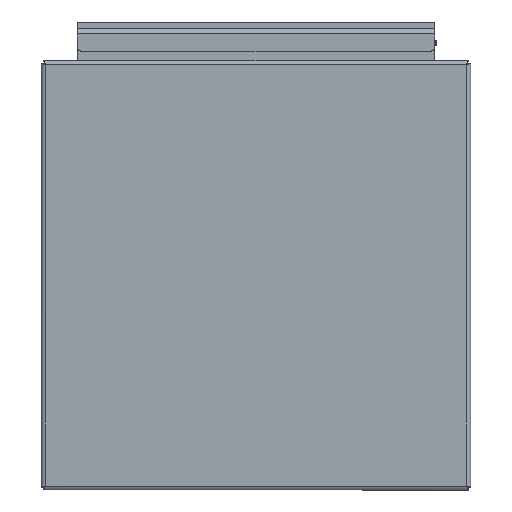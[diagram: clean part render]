
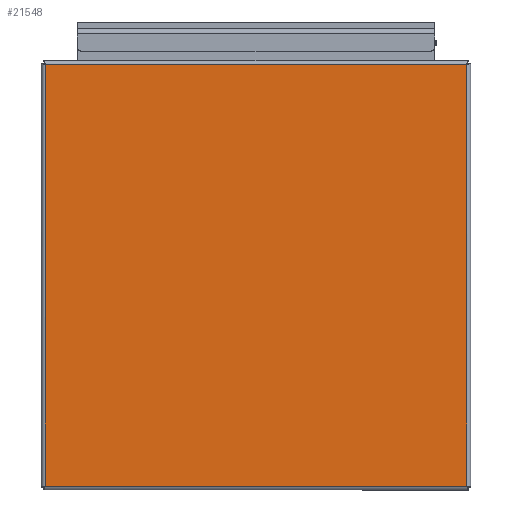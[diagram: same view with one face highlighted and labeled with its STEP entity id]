
A CAD part, top view. The second image highlights one B-rep face of the part: STEP entity #21548.
In plain terms, the highlighted planar face has unit normal (0, 0, 1).
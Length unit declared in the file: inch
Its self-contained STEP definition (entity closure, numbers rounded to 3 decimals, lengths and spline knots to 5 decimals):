
#34 = CARTESIAN_POINT ( 'NONE',  ( 5.892, -12.783, 2.29 ) ) ;
#126 = LINE ( 'NONE', #9786, #27404 ) ;
#1008 = VERTEX_POINT ( 'NONE', #3435 ) ;
#2260 = DIRECTION ( 'NONE',  ( 0., 0., -1. ) ) ;
#3435 = CARTESIAN_POINT ( 'NONE',  ( -5.892, -0.999, 2.29 ) ) ;
#3543 = VECTOR ( 'NONE', #24659, 39.37008 ) ;
#6634 = ORIENTED_EDGE ( 'NONE', *, *, #21855, .F. ) ;
#7681 = EDGE_LOOP ( 'NONE', ( #29085, #6634, #19538, #10172 ) ) ;
#8049 = CARTESIAN_POINT ( 'NONE',  ( 5.892, -12.783, 2.29 ) ) ;
#8204 = LINE ( 'NONE', #8049, #27386 ) ;
#9326 = EDGE_CURVE ( 'NONE', #21810, #30602, #28711, .T. ) ;
#9532 = FACE_OUTER_BOUND ( 'NONE', #7681, .T. ) ;
#9786 = CARTESIAN_POINT ( 'NONE',  ( 5.892, -0.999, 2.29 ) ) ;
#10172 = ORIENTED_EDGE ( 'NONE', *, *, #24314, .F. ) ;
#10984 = DIRECTION ( 'NONE',  ( 0., -1., 0. ) ) ;
#12256 = CARTESIAN_POINT ( 'NONE',  ( 5.892, -0.999, 2.29 ) ) ;
#13660 = VECTOR ( 'NONE', #26032, 39.37008 ) ;
#18314 = VERTEX_POINT ( 'NONE', #12256 ) ;
#18626 = CARTESIAN_POINT ( 'NONE',  ( -5.892, -12.783, 2.29 ) ) ;
#18947 = DIRECTION ( 'NONE',  ( 1., 0., 0. ) ) ;
#19011 = CARTESIAN_POINT ( 'NONE',  ( 0., -6.891, 2.29 ) ) ;
#19538 = ORIENTED_EDGE ( 'NONE', *, *, #9326, .F. ) ;
#21548 = ADVANCED_FACE ( 'NONE', ( #9532 ), #28633, .F. ) ;
#21810 = VERTEX_POINT ( 'NONE', #34 ) ;
#21855 = EDGE_CURVE ( 'NONE', #30602, #1008, #29405, .T. ) ;
#22256 = DIRECTION ( 'NONE',  ( 0., -1., 0. ) ) ;
#23974 = CARTESIAN_POINT ( 'NONE',  ( -5.892, -12.783, 2.29 ) ) ;
#24314 = EDGE_CURVE ( 'NONE', #18314, #21810, #8204, .T. ) ;
#24659 = DIRECTION ( 'NONE',  ( 0., 1., 0. ) ) ;
#26032 = DIRECTION ( 'NONE',  ( -1., 0., 0. ) ) ;
#26579 = CARTESIAN_POINT ( 'NONE',  ( -5.892, -0.999, 2.29 ) ) ;
#27200 = EDGE_CURVE ( 'NONE', #1008, #18314, #126, .T. ) ;
#27386 = VECTOR ( 'NONE', #22256, 39.37008 ) ;
#27404 = VECTOR ( 'NONE', #18947, 39.37008 ) ;
#27794 = AXIS2_PLACEMENT_3D ( 'NONE', #19011, #2260, #10984 ) ;
#28633 = PLANE ( 'NONE',  #27794 ) ;
#28711 = LINE ( 'NONE', #23974, #13660 ) ;
#29085 = ORIENTED_EDGE ( 'NONE', *, *, #27200, .F. ) ;
#29405 = LINE ( 'NONE', #26579, #3543 ) ;
#30602 = VERTEX_POINT ( 'NONE', #18626 ) ;
